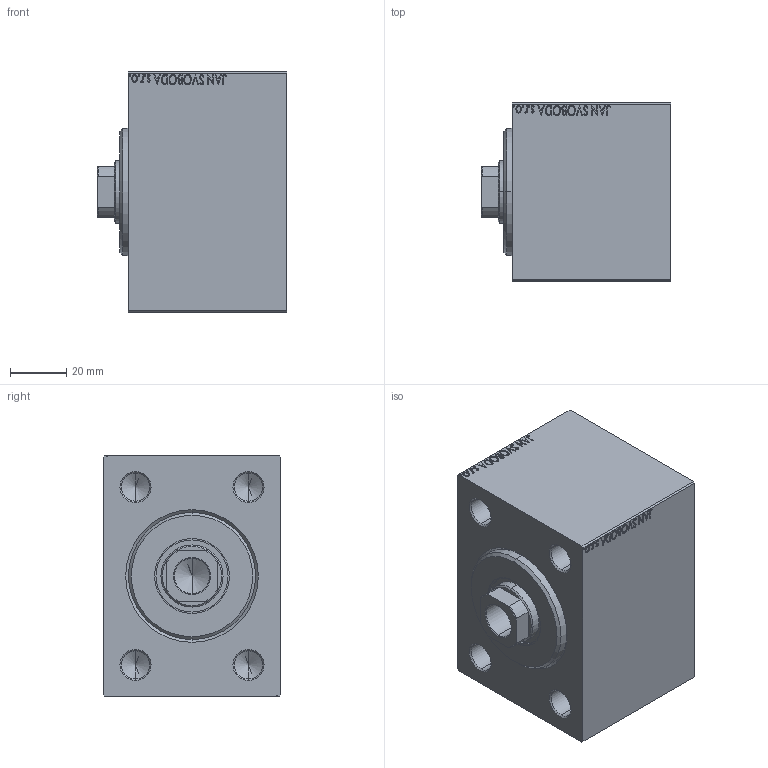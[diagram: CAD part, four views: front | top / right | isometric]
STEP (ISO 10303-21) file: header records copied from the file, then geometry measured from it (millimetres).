
FILE_DESCRIPTION (( 'STEP AP203' ), '1' );
FILE_NAME ('03b4.STEP', '2021-11-02T02:34:49', ( '' ), ( '' ), 'SwSTEP 2.0', 'SolidWorks 2019', '' );
FILE_SCHEMA (( 'CONFIG_CONTROL_DESIGN' ));
Length unit declared in the file: millimetre
Products named in the file (4): V450CM_B b0e52597ad7c2442c27202acdac32dd7; V450CM_B_VCP b0e52597ad7c2442c27202acdac32dd7; V450CM_VC_B b0e52597ad7c2442c27202acdac32dd7; 03b4
Assembly tree (3 placements, depth 2):
  03b4
    V450CM_B b0e52597ad7c2442c27202acdac32dd7
    V450CM_B_VCP b0e52597ad7c2442c27202acdac32dd7
    V450CM_VC_B b0e52597ad7c2442c27202acdac32dd7
Bounding box: 67 x 63 x 85 mm (x, y, z)
Volume: 280659.9 mm3; surface area: 55334.6 mm2
Topology: 3 solids, 3 shells, 872 faces, 2238 edges, 1466 vertices
Faces by surface type: plane 399, bspline 380, cylinder 47, cone 46
Entity records: 44153 total; most frequent: CARTESIAN_POINT 25176, ORIENTED_EDGE 4440, DIRECTION 2565, EDGE_CURVE 2220, VERTEX_POINT 1466, VECTOR 1323, LINE 1323, EDGE_LOOP 986
